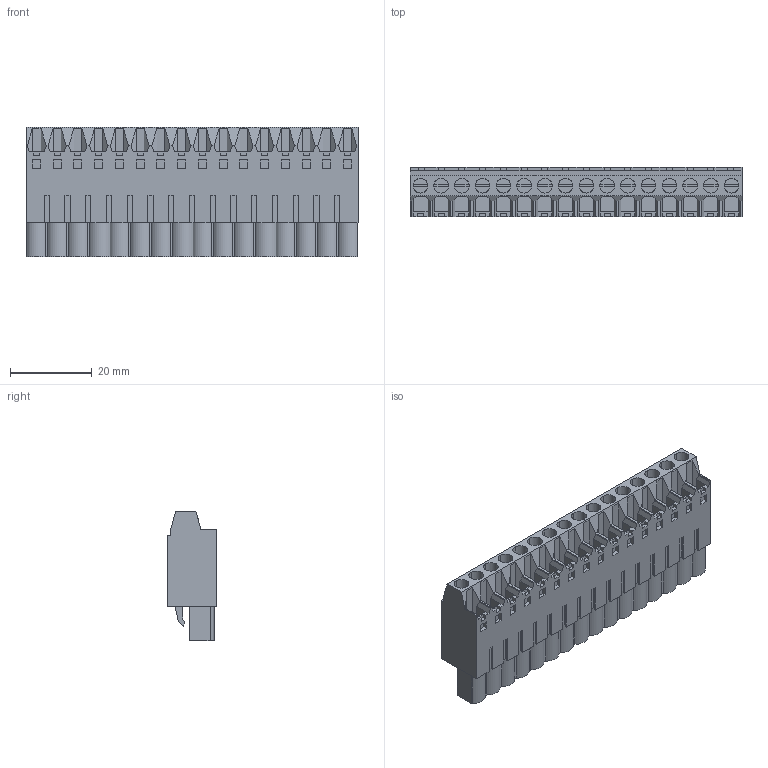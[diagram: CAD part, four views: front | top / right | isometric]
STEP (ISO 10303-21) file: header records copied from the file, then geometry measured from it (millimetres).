
FILE_DESCRIPTION(('CATIA V5 STEP Exchange','CAx-IF Rec.Pracs.--- Model Styling and Organization---1.2---2011-12-15'),'2;1');
FILE_NAME ('D1452498_0_1500960000_1500960000.stp','2017-06-21T12:58:45+00:00',('none'),('Weidmueller'),'CATIA Version 5-6 Release 2014','CATIA V5 STEP AP214','none');
FILE_SCHEMA(('AUTOMOTIVE_DESIGN { 1 0 10303 214 1 1 1 1 }'));
Length unit declared in the file: millimetre
Products named in the file (1): 1500960000
Bounding box: 81.28 x 12.2 x 31.8 mm (x, y, z)
Volume: 20709.8 mm3; surface area: 12556.4 mm2
Topology: 17 solids, 17 shells, 1190 faces, 3333 edges, 2244 vertices
Faces by surface type: plane 1078, cylinder 112
Entity records: 34709 total; most frequent: ORIENTED_EDGE 6666, CARTESIAN_POINT 6215, DIRECTION 4565, EDGE_CURVE 3333, VECTOR 3031, LINE 3031, VERTEX_POINT 2244, EDGE_LOOP 1257
